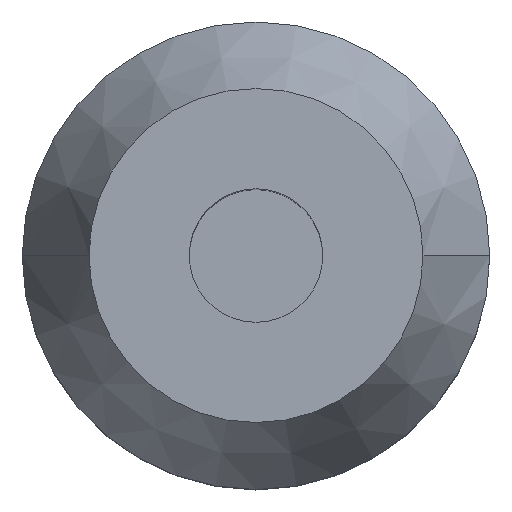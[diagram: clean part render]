
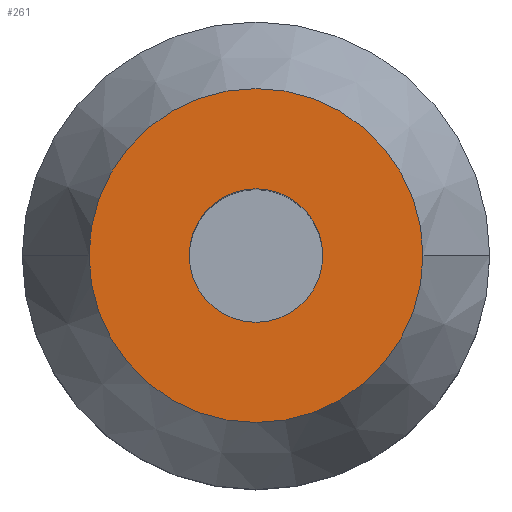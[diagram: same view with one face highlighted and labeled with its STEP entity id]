
A CAD part, top view. The second image highlights one B-rep face of the part: STEP entity #261.
In plain terms, the highlighted planar face has unit normal (0, 0, 1).
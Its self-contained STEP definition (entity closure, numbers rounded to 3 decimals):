
#10 = FACE_BOUND ( 'NONE', #4412, .T. ) ;
#233 = CARTESIAN_POINT ( 'NONE',  ( -15., 0., 55. ) ) ;
#261 = ADVANCED_FACE ( 'NONE', ( #10, #1721 ), #2096, .F. ) ;
#445 = AXIS2_PLACEMENT_3D ( 'NONE', #3936, #1869, #4275 ) ;
#456 = CARTESIAN_POINT ( 'NONE',  ( 0., 0., 55. ) ) ;
#527 = AXIS2_PLACEMENT_3D ( 'NONE', #2314, #2421, #4003 ) ;
#678 = ORIENTED_EDGE ( 'NONE', *, *, #2030, .T. ) ;
#753 = ORIENTED_EDGE ( 'NONE', *, *, #2613, .T. ) ;
#802 = DIRECTION ( 'NONE',  ( 1., 0., 0. ) ) ;
#870 = DIRECTION ( 'NONE',  ( 0., 0., -1. ) ) ;
#965 = CIRCLE ( 'NONE', #445, 15. ) ;
#1004 = EDGE_CURVE ( 'NONE', #2718, #3829, #965, .T. ) ;
#1152 = VERTEX_POINT ( 'NONE', #1905 ) ;
#1249 = DIRECTION ( 'NONE',  ( 0., 0., -1. ) ) ;
#1721 = FACE_OUTER_BOUND ( 'NONE', #4239, .T. ) ;
#1869 = DIRECTION ( 'NONE',  ( 0., 0., 1. ) ) ;
#1905 = CARTESIAN_POINT ( 'NONE',  ( -6., 0., 55. ) ) ;
#2030 = EDGE_CURVE ( 'NONE', #3829, #2718, #3425, .T. ) ;
#2086 = AXIS2_PLACEMENT_3D ( 'NONE', #456, #2896, #802 ) ;
#2096 = PLANE ( 'NONE',  #527 ) ;
#2314 = CARTESIAN_POINT ( 'NONE',  ( 0., 15., 55. ) ) ;
#2421 = DIRECTION ( 'NONE',  ( 0., 0., -1. ) ) ;
#2493 = VERTEX_POINT ( 'NONE', #3260 ) ;
#2613 = EDGE_CURVE ( 'NONE', #2493, #1152, #3356, .T. ) ;
#2626 = CARTESIAN_POINT ( 'NONE',  ( 15., 0., 55. ) ) ;
#2718 = VERTEX_POINT ( 'NONE', #233 ) ;
#2735 = EDGE_CURVE ( 'NONE', #1152, #2493, #4135, .T. ) ;
#2896 = DIRECTION ( 'NONE',  ( 0., 0., 1. ) ) ;
#2955 = CARTESIAN_POINT ( 'NONE',  ( 0., 0., 55. ) ) ;
#3212 = AXIS2_PLACEMENT_3D ( 'NONE', #2955, #870, #3306 ) ;
#3260 = CARTESIAN_POINT ( 'NONE',  ( 6., 0., 55. ) ) ;
#3306 = DIRECTION ( 'NONE',  ( -1., 0., 0. ) ) ;
#3346 = CARTESIAN_POINT ( 'NONE',  ( 0., 0., 55. ) ) ;
#3356 = CIRCLE ( 'NONE', #3212, 6. ) ;
#3425 = CIRCLE ( 'NONE', #2086, 15. ) ;
#3513 = ORIENTED_EDGE ( 'NONE', *, *, #1004, .T. ) ;
#3698 = DIRECTION ( 'NONE',  ( -1., 0., 0. ) ) ;
#3829 = VERTEX_POINT ( 'NONE', #2626 ) ;
#3884 = AXIS2_PLACEMENT_3D ( 'NONE', #3346, #1249, #3698 ) ;
#3935 = ORIENTED_EDGE ( 'NONE', *, *, #2735, .T. ) ;
#3936 = CARTESIAN_POINT ( 'NONE',  ( 0., 0., 55. ) ) ;
#4003 = DIRECTION ( 'NONE',  ( -1., 0., 0. ) ) ;
#4135 = CIRCLE ( 'NONE', #3884, 6. ) ;
#4239 = EDGE_LOOP ( 'NONE', ( #3513, #678 ) ) ;
#4275 = DIRECTION ( 'NONE',  ( 1., 0., 0. ) ) ;
#4412 = EDGE_LOOP ( 'NONE', ( #3935, #753 ) ) ;
